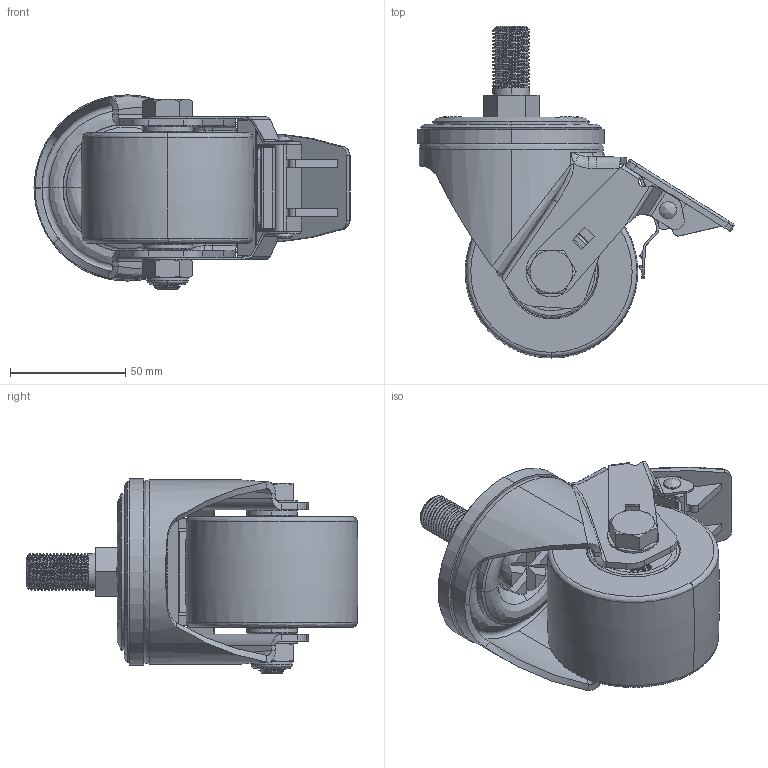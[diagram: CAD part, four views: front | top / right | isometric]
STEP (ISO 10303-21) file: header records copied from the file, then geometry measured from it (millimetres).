
FILE_DESCRIPTION (( 'STEP AP214' ), '1' );
FILE_NAME ('0054902.step', '2022-11-15T14:23:15', ( '' ), ( '' ), 'SwSTEP 2.0', 'SolidWorks 2020', '' );
FILE_SCHEMA (( 'AUTOMOTIVE_DESIGN' ));
Length unit declared in the file: millimetre
Products named in the file (1): 0054902
Bounding box: 137.35 x 144.25 x 84.5 mm (x, y, z)
Volume: 304011.5 mm3; surface area: 113093.1 mm2
Topology: 5 solids, 9 shells, 1332 faces, 3557 edges, 2302 vertices
Faces by surface type: plane 841, cylinder 242, bspline 166, cone 79, torus 4
Entity records: 74905 total; most frequent: CARTESIAN_POINT 28143, ORIENTED_EDGE 7114, DIRECTION 5943, EDGE_CURVE 3557, VECTOR 2441, LINE 2441, VERTEX_POINT 2302, AXIS2_PLACEMENT_3D 1751
